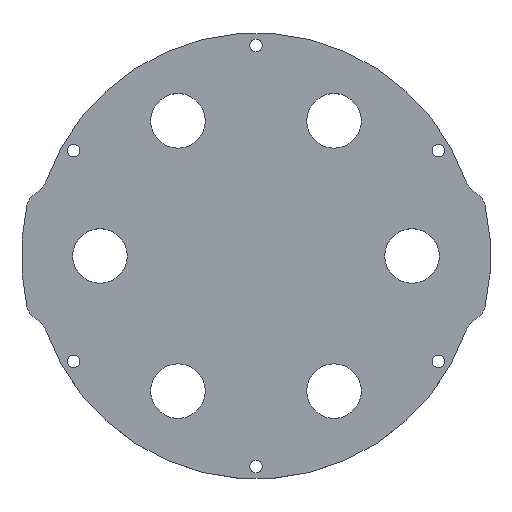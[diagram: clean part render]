
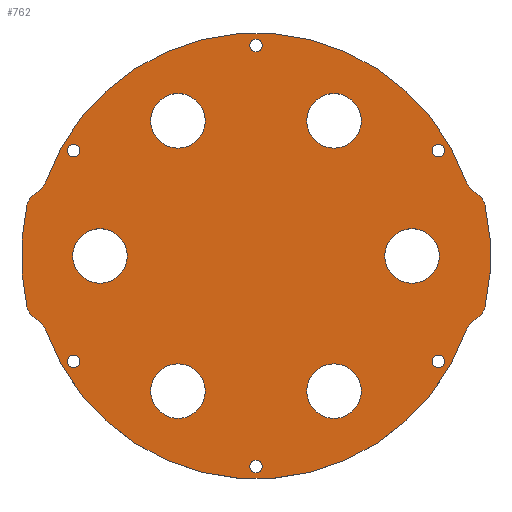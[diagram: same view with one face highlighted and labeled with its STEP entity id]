
A CAD part, top view. The second image highlights one B-rep face of the part: STEP entity #762.
In plain terms, the highlighted planar face has unit normal (0, 0, 1).
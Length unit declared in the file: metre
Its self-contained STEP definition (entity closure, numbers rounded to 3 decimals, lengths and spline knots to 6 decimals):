
#56=LINE('',#1205,#100);
#57=LINE('',#1214,#101);
#58=LINE('',#1222,#102);
#59=LINE('',#1230,#103);
#100=VECTOR('',#949,1.);
#101=VECTOR('',#956,1.);
#102=VECTOR('',#963,1.);
#103=VECTOR('',#970,1.);
#144=ORIENTED_EDGE('',*,*,#352,.F.);
#145=ORIENTED_EDGE('',*,*,#353,.F.);
#146=ORIENTED_EDGE('',*,*,#354,.F.);
#147=ORIENTED_EDGE('',*,*,#355,.F.);
#148=ORIENTED_EDGE('',*,*,#356,.F.);
#149=ORIENTED_EDGE('',*,*,#357,.F.);
#150=ORIENTED_EDGE('',*,*,#358,.F.);
#151=ORIENTED_EDGE('',*,*,#359,.F.);
#152=ORIENTED_EDGE('',*,*,#360,.F.);
#153=ORIENTED_EDGE('',*,*,#361,.T.);
#154=ORIENTED_EDGE('',*,*,#362,.T.);
#155=ORIENTED_EDGE('',*,*,#363,.T.);
#156=ORIENTED_EDGE('',*,*,#364,.T.);
#157=ORIENTED_EDGE('',*,*,#365,.T.);
#158=ORIENTED_EDGE('',*,*,#366,.T.);
#159=ORIENTED_EDGE('',*,*,#367,.T.);
#160=ORIENTED_EDGE('',*,*,#368,.T.);
#161=ORIENTED_EDGE('',*,*,#369,.T.);
#162=ORIENTED_EDGE('',*,*,#370,.T.);
#163=ORIENTED_EDGE('',*,*,#371,.T.);
#164=ORIENTED_EDGE('',*,*,#372,.T.);
#165=ORIENTED_EDGE('',*,*,#373,.T.);
#166=ORIENTED_EDGE('',*,*,#374,.T.);
#167=ORIENTED_EDGE('',*,*,#375,.T.);
#168=ORIENTED_EDGE('',*,*,#376,.T.);
#169=ORIENTED_EDGE('',*,*,#377,.F.);
#170=ORIENTED_EDGE('',*,*,#378,.F.);
#171=ORIENTED_EDGE('',*,*,#379,.F.);
#352=EDGE_CURVE('',#456,#456,#528,.T.);
#353=EDGE_CURVE('',#457,#457,#529,.T.);
#354=EDGE_CURVE('',#458,#458,#530,.T.);
#355=EDGE_CURVE('',#459,#459,#531,.T.);
#356=EDGE_CURVE('',#460,#460,#532,.T.);
#357=EDGE_CURVE('',#461,#461,#533,.T.);
#358=EDGE_CURVE('',#462,#462,#534,.T.);
#359=EDGE_CURVE('',#463,#463,#535,.T.);
#360=EDGE_CURVE('',#464,#464,#536,.T.);
#361=EDGE_CURVE('',#465,#466,#56,.T.);
#362=EDGE_CURVE('',#466,#467,#537,.T.);
#363=EDGE_CURVE('',#467,#468,#538,.T.);
#364=EDGE_CURVE('',#468,#469,#539,.T.);
#365=EDGE_CURVE('',#469,#470,#57,.T.);
#366=EDGE_CURVE('',#470,#471,#540,.F.);
#367=EDGE_CURVE('',#471,#472,#541,.T.);
#368=EDGE_CURVE('',#472,#473,#542,.F.);
#369=EDGE_CURVE('',#473,#474,#58,.T.);
#370=EDGE_CURVE('',#474,#475,#543,.T.);
#371=EDGE_CURVE('',#475,#476,#544,.T.);
#372=EDGE_CURVE('',#476,#477,#545,.T.);
#373=EDGE_CURVE('',#477,#478,#59,.T.);
#374=EDGE_CURVE('',#478,#479,#546,.F.);
#375=EDGE_CURVE('',#479,#480,#547,.T.);
#376=EDGE_CURVE('',#480,#465,#548,.F.);
#377=EDGE_CURVE('',#481,#481,#549,.T.);
#378=EDGE_CURVE('',#482,#482,#550,.T.);
#379=EDGE_CURVE('',#483,#483,#551,.T.);
#456=VERTEX_POINT('',#1188);
#457=VERTEX_POINT('',#1190);
#458=VERTEX_POINT('',#1192);
#459=VERTEX_POINT('',#1194);
#460=VERTEX_POINT('',#1196);
#461=VERTEX_POINT('',#1198);
#462=VERTEX_POINT('',#1200);
#463=VERTEX_POINT('',#1202);
#464=VERTEX_POINT('',#1204);
#465=VERTEX_POINT('',#1206);
#466=VERTEX_POINT('',#1207);
#467=VERTEX_POINT('',#1209);
#468=VERTEX_POINT('',#1211);
#469=VERTEX_POINT('',#1213);
#470=VERTEX_POINT('',#1215);
#471=VERTEX_POINT('',#1217);
#472=VERTEX_POINT('',#1219);
#473=VERTEX_POINT('',#1221);
#474=VERTEX_POINT('',#1223);
#475=VERTEX_POINT('',#1225);
#476=VERTEX_POINT('',#1227);
#477=VERTEX_POINT('',#1229);
#478=VERTEX_POINT('',#1231);
#479=VERTEX_POINT('',#1233);
#480=VERTEX_POINT('',#1235);
#481=VERTEX_POINT('',#1238);
#482=VERTEX_POINT('',#1240);
#483=VERTEX_POINT('',#1242);
#528=CIRCLE('',#822,0.007);
#529=CIRCLE('',#823,0.007);
#530=CIRCLE('',#824,0.007);
#531=CIRCLE('',#825,0.007);
#532=CIRCLE('',#826,0.007);
#533=CIRCLE('',#827,0.007);
#534=CIRCLE('',#828,0.0016);
#535=CIRCLE('',#829,0.0016);
#536=CIRCLE('',#830,0.0016);
#537=CIRCLE('',#831,0.005);
#538=CIRCLE('',#832,0.06015);
#539=CIRCLE('',#833,0.005);
#540=CIRCLE('',#834,0.005);
#541=CIRCLE('',#835,0.05715);
#542=CIRCLE('',#836,0.005);
#543=CIRCLE('',#837,0.005);
#544=CIRCLE('',#838,0.06015);
#545=CIRCLE('',#839,0.005);
#546=CIRCLE('',#840,0.005);
#547=CIRCLE('',#841,0.05715);
#548=CIRCLE('',#842,0.005);
#549=CIRCLE('',#843,0.0016);
#550=CIRCLE('',#844,0.0016);
#551=CIRCLE('',#845,0.0016);
#588=EDGE_LOOP('',(#144));
#589=EDGE_LOOP('',(#145));
#590=EDGE_LOOP('',(#146));
#591=EDGE_LOOP('',(#147));
#592=EDGE_LOOP('',(#148));
#593=EDGE_LOOP('',(#149));
#594=EDGE_LOOP('',(#150));
#595=EDGE_LOOP('',(#151));
#596=EDGE_LOOP('',(#152));
#597=EDGE_LOOP('',(#153,#154,#155,#156,#157,#158,#159,#160,#161,#162,#163,
#164,#165,#166,#167,#168));
#598=EDGE_LOOP('',(#169));
#599=EDGE_LOOP('',(#170));
#600=EDGE_LOOP('',(#171));
#670=FACE_BOUND('',#588,.T.);
#671=FACE_BOUND('',#589,.T.);
#672=FACE_BOUND('',#590,.T.);
#673=FACE_BOUND('',#591,.T.);
#674=FACE_BOUND('',#592,.T.);
#675=FACE_BOUND('',#593,.T.);
#676=FACE_BOUND('',#594,.T.);
#677=FACE_BOUND('',#595,.T.);
#678=FACE_BOUND('',#596,.T.);
#679=FACE_BOUND('',#597,.T.);
#680=FACE_BOUND('',#598,.T.);
#681=FACE_BOUND('',#599,.T.);
#682=FACE_BOUND('',#600,.T.);
#752=PLANE('',#821);
#762=ADVANCED_FACE('',(#670,#671,#672,#673,#674,#675,#676,#677,#678,#679,
#680,#681,#682),#752,.T.);
#821=AXIS2_PLACEMENT_3D('',#1186,#929,#930);
#822=AXIS2_PLACEMENT_3D('',#1187,#931,#932);
#823=AXIS2_PLACEMENT_3D('',#1189,#933,#934);
#824=AXIS2_PLACEMENT_3D('',#1191,#935,#936);
#825=AXIS2_PLACEMENT_3D('',#1193,#937,#938);
#826=AXIS2_PLACEMENT_3D('',#1195,#939,#940);
#827=AXIS2_PLACEMENT_3D('',#1197,#941,#942);
#828=AXIS2_PLACEMENT_3D('',#1199,#943,#944);
#829=AXIS2_PLACEMENT_3D('',#1201,#945,#946);
#830=AXIS2_PLACEMENT_3D('',#1203,#947,#948);
#831=AXIS2_PLACEMENT_3D('',#1208,#950,#951);
#832=AXIS2_PLACEMENT_3D('',#1210,#952,#953);
#833=AXIS2_PLACEMENT_3D('',#1212,#954,#955);
#834=AXIS2_PLACEMENT_3D('',#1216,#957,#958);
#835=AXIS2_PLACEMENT_3D('',#1218,#959,#960);
#836=AXIS2_PLACEMENT_3D('',#1220,#961,#962);
#837=AXIS2_PLACEMENT_3D('',#1224,#964,#965);
#838=AXIS2_PLACEMENT_3D('',#1226,#966,#967);
#839=AXIS2_PLACEMENT_3D('',#1228,#968,#969);
#840=AXIS2_PLACEMENT_3D('',#1232,#971,#972);
#841=AXIS2_PLACEMENT_3D('',#1234,#973,#974);
#842=AXIS2_PLACEMENT_3D('',#1236,#975,#976);
#843=AXIS2_PLACEMENT_3D('',#1237,#977,#978);
#844=AXIS2_PLACEMENT_3D('',#1239,#979,#980);
#845=AXIS2_PLACEMENT_3D('',#1241,#981,#982);
#929=DIRECTION('',(0.,0.,1.));
#930=DIRECTION('',(1.,0.,0.));
#931=DIRECTION('',(0.,0.,1.));
#932=DIRECTION('',(1.,0.,0.));
#933=DIRECTION('',(0.,0.,1.));
#934=DIRECTION('',(1.,0.,0.));
#935=DIRECTION('',(0.,0.,1.));
#936=DIRECTION('',(1.,0.,0.));
#937=DIRECTION('',(0.,0.,1.));
#938=DIRECTION('',(1.,0.,0.));
#939=DIRECTION('',(0.,0.,1.));
#940=DIRECTION('',(1.,0.,0.));
#941=DIRECTION('',(0.,0.,1.));
#942=DIRECTION('',(1.,0.,0.));
#943=DIRECTION('',(0.,0.,1.));
#944=DIRECTION('',(1.,0.,0.));
#945=DIRECTION('',(0.,0.,1.));
#946=DIRECTION('',(1.,0.,0.));
#947=DIRECTION('',(0.,0.,1.));
#948=DIRECTION('',(1.,0.,0.));
#949=DIRECTION('',(0.838,0.545,0.));
#950=DIRECTION('',(0.,0.,1.));
#951=DIRECTION('',(1.,0.,0.));
#952=DIRECTION('',(0.,0.,1.));
#953=DIRECTION('',(1.,0.,0.));
#954=DIRECTION('',(0.,0.,1.));
#955=DIRECTION('',(1.,0.,0.));
#956=DIRECTION('',(-0.838,0.545,0.));
#957=DIRECTION('',(0.,0.,1.));
#958=DIRECTION('',(1.,0.,0.));
#959=DIRECTION('',(0.,0.,1.));
#960=DIRECTION('',(1.,0.,0.));
#961=DIRECTION('',(0.,0.,1.));
#962=DIRECTION('',(1.,0.,0.));
#963=DIRECTION('',(-0.838,-0.545,0.));
#964=DIRECTION('',(0.,0.,1.));
#965=DIRECTION('',(1.,0.,0.));
#966=DIRECTION('',(0.,0.,1.));
#967=DIRECTION('',(1.,0.,0.));
#968=DIRECTION('',(0.,0.,1.));
#969=DIRECTION('',(1.,0.,0.));
#970=DIRECTION('',(0.838,-0.545,0.));
#971=DIRECTION('',(0.,0.,1.));
#972=DIRECTION('',(1.,0.,0.));
#973=DIRECTION('',(0.,0.,1.));
#974=DIRECTION('',(1.,0.,0.));
#975=DIRECTION('',(0.,0.,1.));
#976=DIRECTION('',(1.,0.,0.));
#977=DIRECTION('',(0.,0.,1.));
#978=DIRECTION('',(1.,0.,0.));
#979=DIRECTION('',(0.,0.,1.));
#980=DIRECTION('',(1.,0.,0.));
#981=DIRECTION('',(0.,0.,1.));
#982=DIRECTION('',(1.,0.,0.));
#1186=CARTESIAN_POINT('',(0.,0.,0.006));
#1187=CARTESIAN_POINT('',(0.04,0.,0.006));
#1188=CARTESIAN_POINT('',(0.047,0.,0.006));
#1189=CARTESIAN_POINT('',(0.02,-0.034641,0.006));
#1190=CARTESIAN_POINT('',(0.027,-0.034641,0.006));
#1191=CARTESIAN_POINT('',(-0.02,-0.034641,0.006));
#1192=CARTESIAN_POINT('',(-0.013,-0.034641,0.006));
#1193=CARTESIAN_POINT('',(-0.04,0.,0.006));
#1194=CARTESIAN_POINT('',(-0.033,0.,0.006));
#1195=CARTESIAN_POINT('',(-0.02,0.034641,0.006));
#1196=CARTESIAN_POINT('',(-0.013,0.034641,0.006));
#1197=CARTESIAN_POINT('',(0.02,0.034641,0.006));
#1198=CARTESIAN_POINT('',(0.027,0.034641,0.006));
#1199=CARTESIAN_POINT('',(0.,-0.053975,0.006));
#1200=CARTESIAN_POINT('',(0.0016,-0.053975,0.006));
#1201=CARTESIAN_POINT('',(0.046744,0.026988,0.006));
#1202=CARTESIAN_POINT('',(0.048344,0.026988,0.006));
#1203=CARTESIAN_POINT('',(0.,0.053975,0.006));
#1204=CARTESIAN_POINT('',(0.0016,0.053975,0.006));
#1205=CARTESIAN_POINT('',(0.054405,-0.0175,0.006));
#1206=CARTESIAN_POINT('',(0.05586,-0.016554,0.006));
#1207=CARTESIAN_POINT('',(0.056577,-0.016087,0.006));
#1208=CARTESIAN_POINT('',(0.053852,-0.011895,0.006));
#1209=CARTESIAN_POINT('',(0.058734,-0.012974,0.006));
#1210=CARTESIAN_POINT('',(0.,0.,0.006));
#1211=CARTESIAN_POINT('',(0.058734,0.012974,0.006));
#1212=CARTESIAN_POINT('',(0.053852,0.011895,0.006));
#1213=CARTESIAN_POINT('',(0.056577,0.016087,0.006));
#1214=CARTESIAN_POINT('',(0.054405,0.0175,0.006));
#1215=CARTESIAN_POINT('',(0.05586,0.016554,0.006));
#1216=CARTESIAN_POINT('',(0.058585,0.020746,0.006));
#1217=CARTESIAN_POINT('',(0.053872,0.019077,0.006));
#1218=CARTESIAN_POINT('',(0.,0.,0.006));
#1219=CARTESIAN_POINT('',(-0.053872,0.019077,0.006));
#1220=CARTESIAN_POINT('',(-0.058585,0.020746,0.006));
#1221=CARTESIAN_POINT('',(-0.05586,0.016554,0.006));
#1222=CARTESIAN_POINT('',(-0.054405,0.0175,0.006));
#1223=CARTESIAN_POINT('',(-0.056577,0.016087,0.006));
#1224=CARTESIAN_POINT('',(-0.053852,0.011895,0.006));
#1225=CARTESIAN_POINT('',(-0.058734,0.012974,0.006));
#1226=CARTESIAN_POINT('',(0.,0.,0.006));
#1227=CARTESIAN_POINT('',(-0.058734,-0.012974,0.006));
#1228=CARTESIAN_POINT('',(-0.053852,-0.011895,0.006));
#1229=CARTESIAN_POINT('',(-0.056577,-0.016087,0.006));
#1230=CARTESIAN_POINT('',(-0.054405,-0.0175,0.006));
#1231=CARTESIAN_POINT('',(-0.05586,-0.016554,0.006));
#1232=CARTESIAN_POINT('',(-0.058585,-0.020746,0.006));
#1233=CARTESIAN_POINT('',(-0.053872,-0.019077,0.006));
#1234=CARTESIAN_POINT('',(0.,0.,0.006));
#1235=CARTESIAN_POINT('',(0.053872,-0.019077,0.006));
#1236=CARTESIAN_POINT('',(0.058585,-0.020746,0.006));
#1237=CARTESIAN_POINT('',(-0.046744,-0.026988,0.006));
#1238=CARTESIAN_POINT('',(-0.045144,-0.026988,0.006));
#1239=CARTESIAN_POINT('',(0.046744,-0.026987,0.006));
#1240=CARTESIAN_POINT('',(0.048344,-0.026987,0.006));
#1241=CARTESIAN_POINT('',(-0.046744,0.026987,0.006));
#1242=CARTESIAN_POINT('',(-0.045144,0.026987,0.006));
